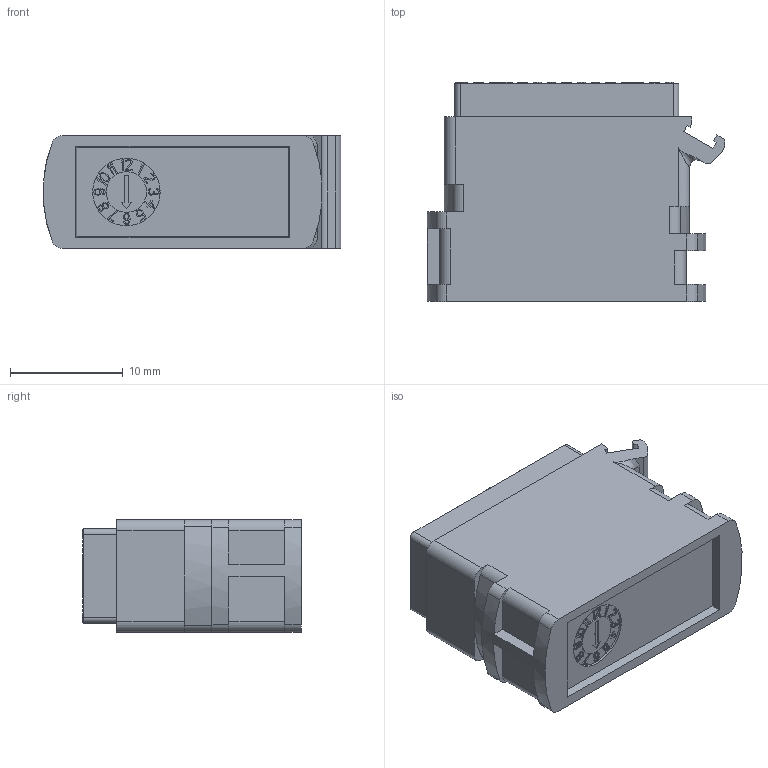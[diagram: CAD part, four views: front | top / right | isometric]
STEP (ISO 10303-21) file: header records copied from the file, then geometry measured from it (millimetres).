
FILE_DESCRIPTION((''),'2;1');
FILE_NAME('00111520602','2020-02-07T',('presta_be4'),(''),'CREO PARAMETRIC BY PTC INC, 2018360','CREO PARAMETRIC BY PTC INC, 2018360','');
FILE_SCHEMA(('CONFIG_CONTROL_DESIGN'));
Products named in the file (1): 00111520602
Bounding box: 26.45 x 19.45 x 10 mm (x, y, z)
Volume: 3030.8 mm3; surface area: 4388.7 mm2
Topology: 1 solids, 2 shells, 3224 faces, 8613 edges, 5444 vertices
Faces by surface type: plane 1436, cylinder 722, bspline 410, cone 358, torus 298
Entity records: 131923 total; most frequent: CARTESIAN_POINT 55103, ORIENTED_EDGE 17192, DIRECTION 14472, EDGE_CURVE 8596, VERTEX_POINT 5444, AXIS2_PLACEMENT_3D 4830, VECTOR 4812, LINE 4812
